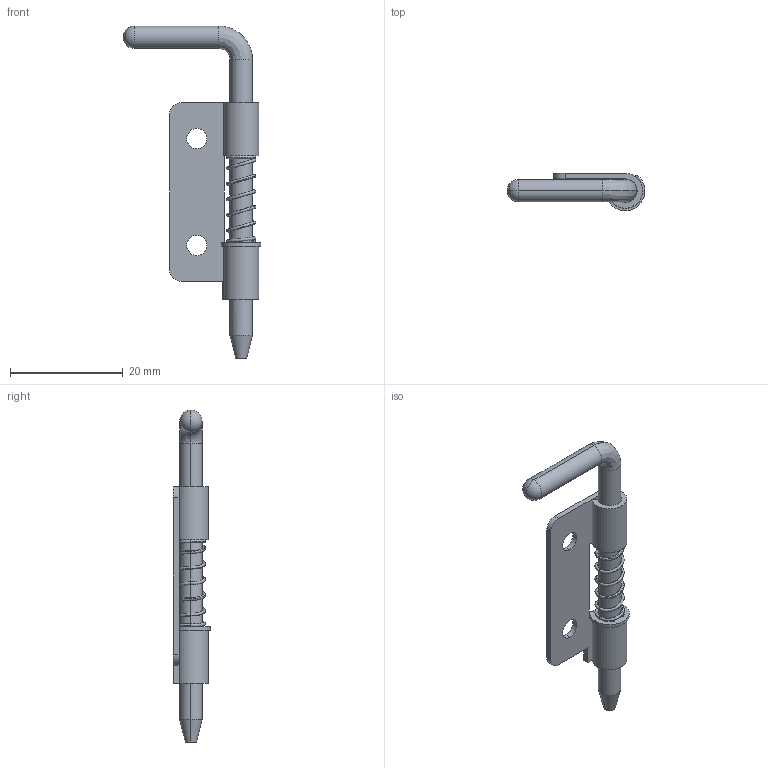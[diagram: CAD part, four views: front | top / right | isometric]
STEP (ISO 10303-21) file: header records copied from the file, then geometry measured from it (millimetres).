
FILE_DESCRIPTION( (''), '2;1');
FILE_NAME ('PC011.17776.TH_182SUS_L_32681.stp','2022-11-25T15:05:57',(''),(''),'spGate 18.9.1 (****-****-****-****)','','');
FILE_SCHEMA (('AUTOMOTIVE_DESIGN'));
Length unit declared in the file: millimetre
Products named in the file (4): Assembly; シャフト; ヒンジピース; スプリング_M2
Assembly tree (3 placements, depth 2):
  Assembly
    シャフト
    ヒンジピース
    スプリング_M2
Bounding box: 24.5 x 6.59 x 59 mm (x, y, z)
Volume: 1570.8 mm3; surface area: 2580 mm2
Topology: 3 solids, 3 shells, 88 faces, 226 edges, 138 vertices
Faces by surface type: bspline 32, plane 27, cylinder 27, sphere 2
Entity records: 6251 total; most frequent: CARTESIAN_POINT 2495, ORIENTED_EDGE 446, DIRECTION 350, COLOUR_RGB 314, PRESENTATION_STYLE_ASSIGNMENT 314, STYLED_ITEM 314, EDGE_CURVE 223, DRAUGHTING_PRE_DEFINED_CURVE_FONT 223
